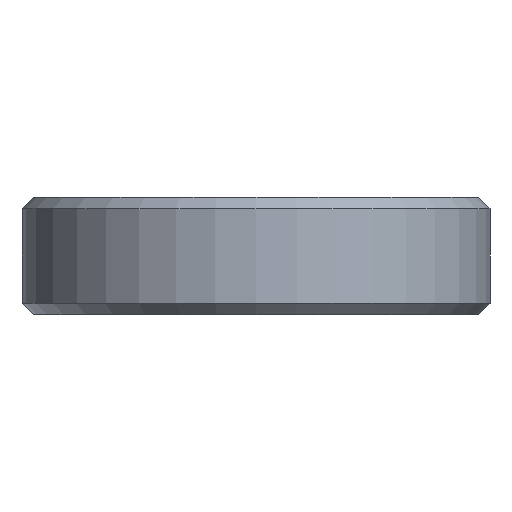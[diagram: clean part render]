
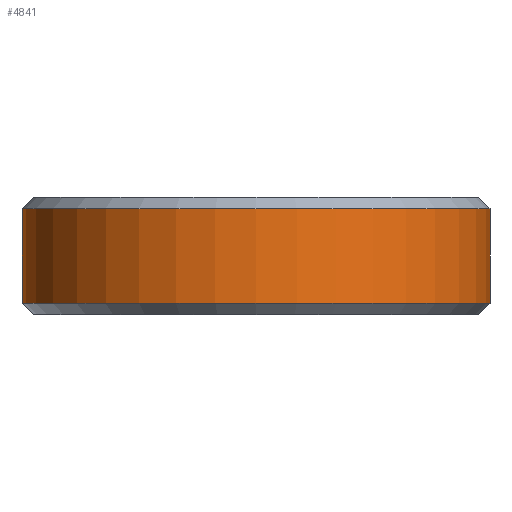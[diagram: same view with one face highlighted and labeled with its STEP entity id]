
A CAD part, left-side view. The second image highlights one B-rep face of the part: STEP entity #4841.
In plain terms, the highlighted cylindrical face has radius 6.25 mm (diameter 12.5 mm), a partial arc.
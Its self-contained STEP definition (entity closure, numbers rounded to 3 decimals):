
#972 = CONICAL_SURFACE('',#973,6.25,0.785);
#973 = AXIS2_PLACEMENT_3D('',#974,#975,#976);
#974 = CARTESIAN_POINT('',(0.,0.,0.3));
#975 = DIRECTION('',(0.,0.,1.));
#976 = DIRECTION('',(0.,1.,0.));
#2245 = VERTEX_POINT('',#2246);
#2246 = CARTESIAN_POINT('',(0.,-6.25,0.3));
#2281 = PLANE('',#2282);
#2282 = AXIS2_PLACEMENT_3D('',#2283,#2284,#2285);
#2283 = CARTESIAN_POINT('',(187.5,-6.25,0.));
#2284 = DIRECTION('',(0.,-1.,0.));
#2285 = DIRECTION('',(-1.,0.,0.));
#2300 = VERTEX_POINT('',#2301);
#2301 = CARTESIAN_POINT('',(0.,6.25,0.3));
#2315 = PLANE('',#2316);
#2316 = AXIS2_PLACEMENT_3D('',#2317,#2318,#2319);
#2317 = CARTESIAN_POINT('',(187.5,6.25,0.));
#2318 = DIRECTION('',(0.,-1.,0.));
#2319 = DIRECTION('',(-1.,0.,0.));
#2352 = EDGE_CURVE('',#2300,#2245,#2353,.T.);
#2353 = SURFACE_CURVE('',#2354,(#2359,#2366),.PCURVE_S1.);
#2354 = CIRCLE('',#2355,6.25);
#2355 = AXIS2_PLACEMENT_3D('',#2356,#2357,#2358);
#2356 = CARTESIAN_POINT('',(0.,0.,0.3));
#2357 = DIRECTION('',(0.,-0.,1.));
#2358 = DIRECTION('',(0.,1.,0.));
#2359 = PCURVE('',#972,#2360);
#2360 = DEFINITIONAL_REPRESENTATION('',(#2361),#2365);
#2361 = LINE('',#2362,#2363);
#2362 = CARTESIAN_POINT('',(0.,-0.));
#2363 = VECTOR('',#2364,1.);
#2364 = DIRECTION('',(1.,-0.));
#2365 = ( GEOMETRIC_REPRESENTATION_CONTEXT(2) 
PARAMETRIC_REPRESENTATION_CONTEXT() REPRESENTATION_CONTEXT('2D SPACE',''
  ) );
#2366 = PCURVE('',#2367,#2372);
#2367 = CYLINDRICAL_SURFACE('',#2368,6.25);
#2368 = AXIS2_PLACEMENT_3D('',#2369,#2370,#2371);
#2369 = CARTESIAN_POINT('',(0.,0.,0.));
#2370 = DIRECTION('',(-0.,-0.,-1.));
#2371 = DIRECTION('',(1.,0.,0.));
#2372 = DEFINITIONAL_REPRESENTATION('',(#2373),#2377);
#2373 = LINE('',#2374,#2375);
#2374 = CARTESIAN_POINT('',(-1.571,-0.3));
#2375 = VECTOR('',#2376,1.);
#2376 = DIRECTION('',(-1.,0.));
#2377 = ( GEOMETRIC_REPRESENTATION_CONTEXT(2) 
PARAMETRIC_REPRESENTATION_CONTEXT() REPRESENTATION_CONTEXT('2D SPACE',''
  ) );
#4739 = VERTEX_POINT('',#4740);
#4740 = CARTESIAN_POINT('',(0.,-6.25,2.825));
#4766 = EDGE_CURVE('',#2245,#4739,#4767,.T.);
#4767 = SURFACE_CURVE('',#4768,(#4772,#4779),.PCURVE_S1.);
#4768 = LINE('',#4769,#4770);
#4769 = CARTESIAN_POINT('',(0.,-6.25,0.));
#4770 = VECTOR('',#4771,1.);
#4771 = DIRECTION('',(0.,0.,1.));
#4772 = PCURVE('',#2281,#4773);
#4773 = DEFINITIONAL_REPRESENTATION('',(#4774),#4778);
#4774 = LINE('',#4775,#4776);
#4775 = CARTESIAN_POINT('',(187.5,0.));
#4776 = VECTOR('',#4777,1.);
#4777 = DIRECTION('',(0.,-1.));
#4778 = ( GEOMETRIC_REPRESENTATION_CONTEXT(2) 
PARAMETRIC_REPRESENTATION_CONTEXT() REPRESENTATION_CONTEXT('2D SPACE',''
  ) );
#4779 = PCURVE('',#2367,#4780);
#4780 = DEFINITIONAL_REPRESENTATION('',(#4781),#4785);
#4781 = LINE('',#4782,#4783);
#4782 = CARTESIAN_POINT('',(-4.712,0.));
#4783 = VECTOR('',#4784,1.);
#4784 = DIRECTION('',(-0.,-1.));
#4785 = ( GEOMETRIC_REPRESENTATION_CONTEXT(2) 
PARAMETRIC_REPRESENTATION_CONTEXT() REPRESENTATION_CONTEXT('2D SPACE',''
  ) );
#4793 = VERTEX_POINT('',#4794);
#4794 = CARTESIAN_POINT('',(0.,6.25,2.825));
#4820 = EDGE_CURVE('',#2300,#4793,#4821,.T.);
#4821 = SURFACE_CURVE('',#4822,(#4826,#4833),.PCURVE_S1.);
#4822 = LINE('',#4823,#4824);
#4823 = CARTESIAN_POINT('',(0.,6.25,0.));
#4824 = VECTOR('',#4825,1.);
#4825 = DIRECTION('',(0.,0.,1.));
#4826 = PCURVE('',#2315,#4827);
#4827 = DEFINITIONAL_REPRESENTATION('',(#4828),#4832);
#4828 = LINE('',#4829,#4830);
#4829 = CARTESIAN_POINT('',(187.5,0.));
#4830 = VECTOR('',#4831,1.);
#4831 = DIRECTION('',(0.,-1.));
#4832 = ( GEOMETRIC_REPRESENTATION_CONTEXT(2) 
PARAMETRIC_REPRESENTATION_CONTEXT() REPRESENTATION_CONTEXT('2D SPACE',''
  ) );
#4833 = PCURVE('',#2367,#4834);
#4834 = DEFINITIONAL_REPRESENTATION('',(#4835),#4839);
#4835 = LINE('',#4836,#4837);
#4836 = CARTESIAN_POINT('',(-1.571,0.));
#4837 = VECTOR('',#4838,1.);
#4838 = DIRECTION('',(-0.,-1.));
#4839 = ( GEOMETRIC_REPRESENTATION_CONTEXT(2) 
PARAMETRIC_REPRESENTATION_CONTEXT() REPRESENTATION_CONTEXT('2D SPACE',''
  ) );
#4841 = ADVANCED_FACE('',(#4842),#2367,.T.);
#4842 = FACE_BOUND('',#4843,.F.);
#4843 = EDGE_LOOP('',(#4844,#4845,#4872,#4873));
#4844 = ORIENTED_EDGE('',*,*,#4820,.T.);
#4845 = ORIENTED_EDGE('',*,*,#4846,.T.);
#4846 = EDGE_CURVE('',#4793,#4739,#4847,.T.);
#4847 = SURFACE_CURVE('',#4848,(#4853,#4860),.PCURVE_S1.);
#4848 = CIRCLE('',#4849,6.25);
#4849 = AXIS2_PLACEMENT_3D('',#4850,#4851,#4852);
#4850 = CARTESIAN_POINT('',(0.,0.,2.825));
#4851 = DIRECTION('',(0.,-0.,1.));
#4852 = DIRECTION('',(0.,1.,0.));
#4853 = PCURVE('',#2367,#4854);
#4854 = DEFINITIONAL_REPRESENTATION('',(#4855),#4859);
#4855 = LINE('',#4856,#4857);
#4856 = CARTESIAN_POINT('',(-1.571,-2.825));
#4857 = VECTOR('',#4858,1.);
#4858 = DIRECTION('',(-1.,0.));
#4859 = ( GEOMETRIC_REPRESENTATION_CONTEXT(2) 
PARAMETRIC_REPRESENTATION_CONTEXT() REPRESENTATION_CONTEXT('2D SPACE',''
  ) );
#4860 = PCURVE('',#4861,#4866);
#4861 = CONICAL_SURFACE('',#4862,6.25,0.785);
#4862 = AXIS2_PLACEMENT_3D('',#4863,#4864,#4865);
#4863 = CARTESIAN_POINT('',(0.,0.,2.825));
#4864 = DIRECTION('',(-0.,-0.,-1.));
#4865 = DIRECTION('',(0.,1.,0.));
#4866 = DEFINITIONAL_REPRESENTATION('',(#4867),#4871);
#4867 = LINE('',#4868,#4869);
#4868 = CARTESIAN_POINT('',(-0.,-0.));
#4869 = VECTOR('',#4870,1.);
#4870 = DIRECTION('',(-1.,-0.));
#4871 = ( GEOMETRIC_REPRESENTATION_CONTEXT(2) 
PARAMETRIC_REPRESENTATION_CONTEXT() REPRESENTATION_CONTEXT('2D SPACE',''
  ) );
#4872 = ORIENTED_EDGE('',*,*,#4766,.F.);
#4873 = ORIENTED_EDGE('',*,*,#2352,.F.);
